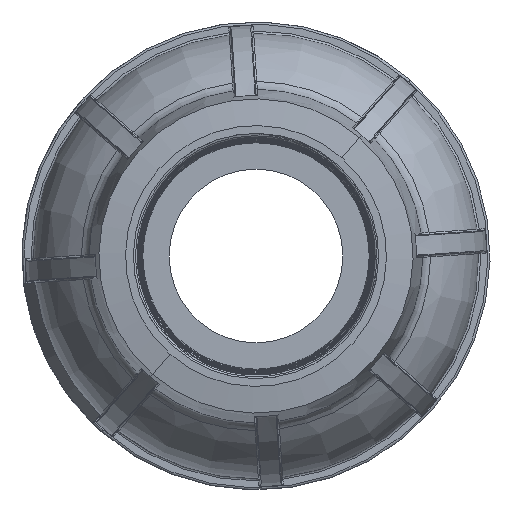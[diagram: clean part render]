
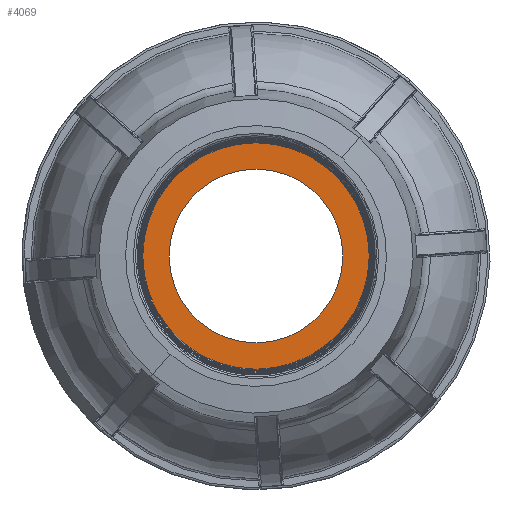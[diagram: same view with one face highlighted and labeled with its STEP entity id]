
A CAD part, left-side view. The second image highlights one B-rep face of the part: STEP entity #4069.
In plain terms, the highlighted planar face has unit normal (1, 0, 0).
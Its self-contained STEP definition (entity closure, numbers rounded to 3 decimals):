
#3049 = ORIENTED_EDGE ( 'NONE', *, *, #31529, .F. ) ;
#3050 = ORIENTED_EDGE ( 'NONE', *, *, #31543, .F. ) ;
#3051 = ORIENTED_EDGE ( 'NONE', *, *, #31463, .T. ) ;
#3052 = ORIENTED_EDGE ( 'NONE', *, *, #31460, .T. ) ;
#3305 = EDGE_LOOP ( 'NONE', ( #3049, #3050 ) ) ;
#3306 = EDGE_LOOP ( 'NONE', ( #3051, #3052 ) ) ;
#4069 = ADVANCED_FACE ( 'NONE', ( #23013, #23015 ), #8656, .F. ) ;
#7065 = AXIS2_PLACEMENT_3D ( 'NONE', #8657, #8658, #8659 ) ;
#7411 = CIRCLE ( 'NONE', #7413, 11.5 ) ;
#7413 = AXIS2_PLACEMENT_3D ( 'NONE', #22366, #22368, #22370 ) ;
#7416 = CIRCLE ( 'NONE', #7418, 11.5 ) ;
#7418 = AXIS2_PLACEMENT_3D ( 'NONE', #22383, #22385, #22387 ) ;
#8656 = PLANE ( 'NONE',  #7065 ) ;
#8657 = CARTESIAN_POINT ( 'NONE',  ( 7., -120.353, 0. ) ) ;
#8658 = DIRECTION ( 'NONE',  ( -1., 0., 0. ) ) ;
#8659 = DIRECTION ( 'NONE',  ( 0., 0., -1. ) ) ;
#22366 = CARTESIAN_POINT ( 'NONE',  ( 7., -108.853, 0. ) ) ;
#22368 = DIRECTION ( 'NONE',  ( -1., 0., 0. ) ) ;
#22370 = DIRECTION ( 'NONE',  ( 0., 0., -1. ) ) ;
#22383 = CARTESIAN_POINT ( 'NONE',  ( 7., -108.853, 0. ) ) ;
#22385 = DIRECTION ( 'NONE',  ( -1., 0., 0. ) ) ;
#22387 = DIRECTION ( 'NONE',  ( 0., 0., -1. ) ) ;
#23013 = FACE_OUTER_BOUND ( 'NONE', #3305, .T. ) ;
#23015 = FACE_BOUND ( 'NONE', #3306, .T. ) ;
#24778 = CIRCLE ( 'NONE', #24780, 15. ) ;
#24780 = AXIS2_PLACEMENT_3D ( 'NONE', #26590, #26591, #26592 ) ;
#24783 = CIRCLE ( 'NONE', #24785, 15. ) ;
#24785 = AXIS2_PLACEMENT_3D ( 'NONE', #28332, #28333, #28334 ) ;
#26590 = CARTESIAN_POINT ( 'NONE',  ( 7., -108.853, 0. ) ) ;
#26591 = DIRECTION ( 'NONE',  ( -1., 0., 0. ) ) ;
#26592 = DIRECTION ( 'NONE',  ( 0., 0., -1. ) ) ;
#28332 = CARTESIAN_POINT ( 'NONE',  ( 7., -108.853, 0. ) ) ;
#28333 = DIRECTION ( 'NONE',  ( -1., 0., 0. ) ) ;
#28334 = DIRECTION ( 'NONE',  ( 0., 0., -1. ) ) ;
#31460 = EDGE_CURVE ( 'NONE', #40651, #40650, #7411, .T. ) ;
#31463 = EDGE_CURVE ( 'NONE', #40650, #40651, #7416, .T. ) ;
#31529 = EDGE_CURVE ( 'NONE', #40844, #40843, #24778, .T. ) ;
#31543 = EDGE_CURVE ( 'NONE', #40843, #40844, #24783, .T. ) ;
#39146 = CARTESIAN_POINT ( 'NONE',  ( 7., -108.853, -11.5 ) ) ;
#39147 = CARTESIAN_POINT ( 'NONE',  ( 7., -108.853, 11.5 ) ) ;
#39339 = CARTESIAN_POINT ( 'NONE',  ( 7., -108.853, 15. ) ) ;
#39340 = CARTESIAN_POINT ( 'NONE',  ( 7., -108.853, -15. ) ) ;
#40650 = VERTEX_POINT ( 'NONE', #39146 ) ;
#40651 = VERTEX_POINT ( 'NONE', #39147 ) ;
#40843 = VERTEX_POINT ( 'NONE', #39339 ) ;
#40844 = VERTEX_POINT ( 'NONE', #39340 ) ;
